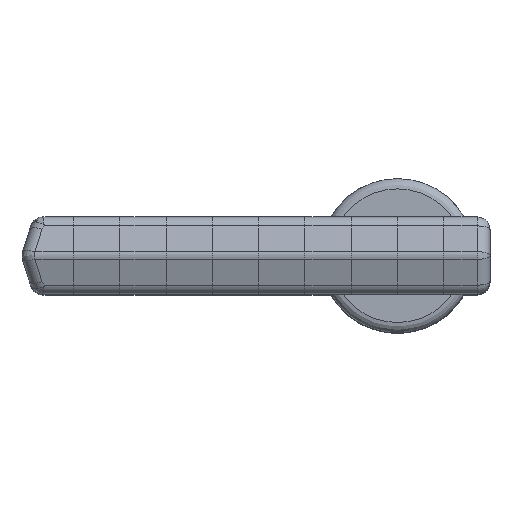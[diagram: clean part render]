
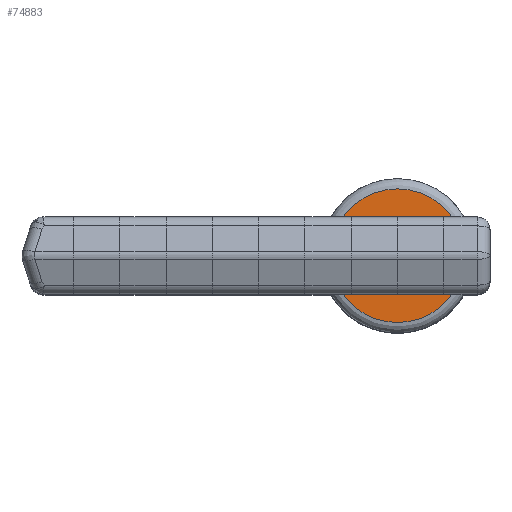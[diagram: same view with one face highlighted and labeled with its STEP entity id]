
A CAD part, top view. The second image highlights one B-rep face of the part: STEP entity #74883.
In plain terms, the highlighted planar face has unit normal (0, 0, 1).
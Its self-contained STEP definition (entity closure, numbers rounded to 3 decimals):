
#74629 = CYLINDRICAL_SURFACE('',#74630,10.5);
#74630 = AXIS2_PLACEMENT_3D('',#74631,#74632,#74633);
#74631 = CARTESIAN_POINT('',(0.,0.,113.5));
#74632 = DIRECTION('',(0.,0.,-1.));
#74633 = DIRECTION('',(-1.,0.,0.));
#74757 = SURFACE_OF_REVOLUTION('',#74758,#74763);
#74758 = CIRCLE('',#74759,4.);
#74759 = AXIS2_PLACEMENT_3D('',#74760,#74761,#74762);
#74760 = CARTESIAN_POINT('',(-26.,0.,109.5));
#74761 = DIRECTION('',(0.,-1.,0.));
#74762 = DIRECTION('',(1.,0.,0.));
#74763 = AXIS1_PLACEMENT('',#74764,#74765);
#74764 = CARTESIAN_POINT('',(0.,0.,100.));
#74765 = DIRECTION('',(0.,0.,1.));
#74782 = VERTEX_POINT('',#74783);
#74783 = CARTESIAN_POINT('',(-10.5,0.,113.5));
#74806 = EDGE_CURVE('',#74782,#74782,#74807,.T.);
#74807 = SURFACE_CURVE('',#74808,(#74813,#74820),.PCURVE_S1.);
#74808 = CIRCLE('',#74809,10.5);
#74809 = AXIS2_PLACEMENT_3D('',#74810,#74811,#74812);
#74810 = CARTESIAN_POINT('',(0.,0.,113.5));
#74811 = DIRECTION('',(0.,0.,1.));
#74812 = DIRECTION('',(-1.,0.,0.));
#74813 = PCURVE('',#74629,#74814);
#74814 = DEFINITIONAL_REPRESENTATION('',(#74815),#74819);
#74815 = LINE('',#74816,#74817);
#74816 = CARTESIAN_POINT('',(6.283,0.));
#74817 = VECTOR('',#74818,1.);
#74818 = DIRECTION('',(-1.,0.));
#74819 = ( GEOMETRIC_REPRESENTATION_CONTEXT(2) 
PARAMETRIC_REPRESENTATION_CONTEXT() REPRESENTATION_CONTEXT('2D SPACE',''
  ) );
#74820 = PCURVE('',#74821,#74826);
#74821 = PLANE('',#74822);
#74822 = AXIS2_PLACEMENT_3D('',#74823,#74824,#74825);
#74823 = CARTESIAN_POINT('',(0.,0.,113.5));
#74824 = DIRECTION('',(0.,0.,1.));
#74825 = DIRECTION('',(-1.,0.,0.));
#74826 = DEFINITIONAL_REPRESENTATION('',(#74827),#74831);
#74827 = CIRCLE('',#74828,10.5);
#74828 = AXIS2_PLACEMENT_2D('',#74829,#74830);
#74829 = CARTESIAN_POINT('',(0.,0.));
#74830 = DIRECTION('',(1.,0.));
#74831 = ( GEOMETRIC_REPRESENTATION_CONTEXT(2) 
PARAMETRIC_REPRESENTATION_CONTEXT() REPRESENTATION_CONTEXT('2D SPACE',''
  ) );
#74836 = EDGE_CURVE('',#74837,#74837,#74839,.T.);
#74837 = VERTEX_POINT('',#74838);
#74838 = CARTESIAN_POINT('',(-26.,0.,113.5));
#74839 = SURFACE_CURVE('',#74840,(#74845,#74852),.PCURVE_S1.);
#74840 = CIRCLE('',#74841,26.);
#74841 = AXIS2_PLACEMENT_3D('',#74842,#74843,#74844);
#74842 = CARTESIAN_POINT('',(0.,0.,113.5));
#74843 = DIRECTION('',(0.,0.,1.));
#74844 = DIRECTION('',(-1.,0.,0.));
#74845 = PCURVE('',#74757,#74846);
#74846 = DEFINITIONAL_REPRESENTATION('',(#74847),#74851);
#74847 = LINE('',#74848,#74849);
#74848 = CARTESIAN_POINT('',(0.,1.571));
#74849 = VECTOR('',#74850,1.);
#74850 = DIRECTION('',(1.,0.));
#74851 = ( GEOMETRIC_REPRESENTATION_CONTEXT(2) 
PARAMETRIC_REPRESENTATION_CONTEXT() REPRESENTATION_CONTEXT('2D SPACE',''
  ) );
#74852 = PCURVE('',#74821,#74853);
#74853 = DEFINITIONAL_REPRESENTATION('',(#74854),#74858);
#74854 = CIRCLE('',#74855,26.);
#74855 = AXIS2_PLACEMENT_2D('',#74856,#74857);
#74856 = CARTESIAN_POINT('',(0.,0.));
#74857 = DIRECTION('',(1.,0.));
#74858 = ( GEOMETRIC_REPRESENTATION_CONTEXT(2) 
PARAMETRIC_REPRESENTATION_CONTEXT() REPRESENTATION_CONTEXT('2D SPACE',''
  ) );
#74883 = ADVANCED_FACE('',(#74884,#74887),#74821,.T.);
#74884 = FACE_BOUND('',#74885,.T.);
#74885 = EDGE_LOOP('',(#74886));
#74886 = ORIENTED_EDGE('',*,*,#74836,.T.);
#74887 = FACE_BOUND('',#74888,.T.);
#74888 = EDGE_LOOP('',(#74889));
#74889 = ORIENTED_EDGE('',*,*,#74806,.F.);
